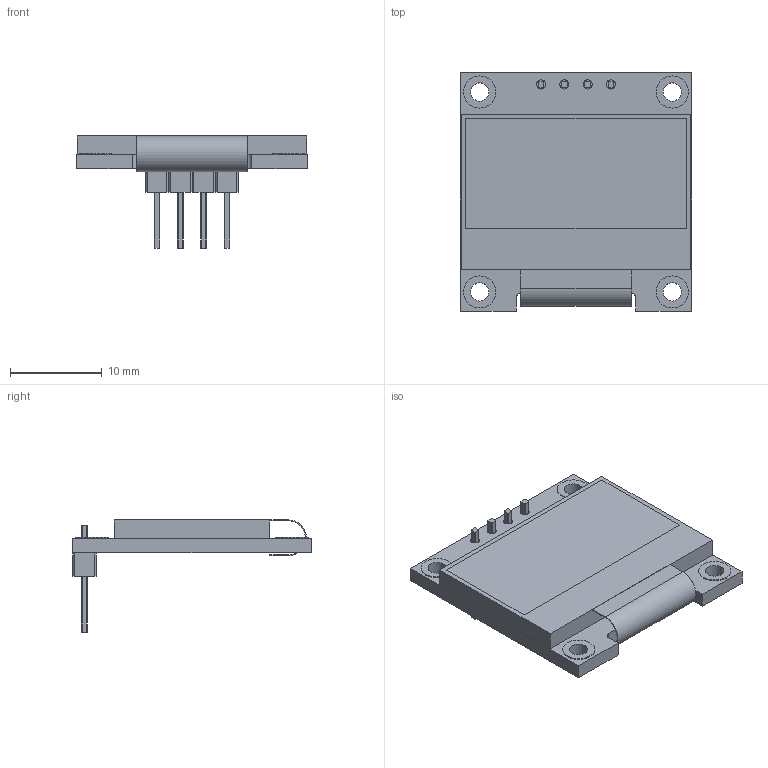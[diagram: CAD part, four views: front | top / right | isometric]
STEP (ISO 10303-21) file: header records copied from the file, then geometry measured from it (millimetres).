
FILE_DESCRIPTION(('Open CASCADE Model'),'2;1');
FILE_NAME('Open CASCADE Shape Model','2024-09-27T15:44:14',('Author'),( 'Open CASCADE'),'Open CASCADE STEP processor 7.7','Open CASCADE 7.7' ,'Unknown');
FILE_SCHEMA(('AUTOMOTIVE_DESIGN { 1 0 10303 214 1 1 1 1 }'));
Length unit declared in the file: millimetre
Products named in the file (26): e8dfcb7b-7c9b-11ef-be70-010101010000; e8d9c5b3-7c9b-11ef-903e-010101010000; e8d9c5b4-7c9b-11ef-9adb-010101010000; e8d9c5b4-7c9b-11ef-9adb-010101010000_part; e8d9c5b5-7c9b-11ef-93bc-010101010000; e8d9c5b5-7c9b-11ef-93bc-010101010000_part; e8d9c5b6-7c9b-11ef-a96c-010101010000; e8d9c5b6-7c9b-11ef-a96c-010101010000_part; e8d9c5b7-7c9b-11ef-8ddb-010101010000; e8d9c5b7-7c9b-11ef-8ddb-010101010000_part; e8d9c5b8-7c9b-11ef-84d2-010101010000; e8d9c5b8-7c9b-11ef-84d2-010101010000_part; pin0; e8dfa473-7c9b-11ef-b0ce-010101010000; e8dfa473-7c9b-11ef-b0ce-010101010000_part; e8dfcb7a-7c9b-11ef-a093-010101010000; e8dfcb7a-7c9b-11ef-a093-010101010000_part; pin1; pin2; pin3
Assembly tree (31 placements, depth 5):
  e8dfcb7b-7c9b-11ef-be70-010101010000
    e8d9c5b3-7c9b-11ef-903e-010101010000
      e8d9c5b4-7c9b-11ef-9adb-010101010000
        e8d9c5b4-7c9b-11ef-9adb-010101010000_part
      e8d9c5b5-7c9b-11ef-93bc-010101010000
        e8d9c5b5-7c9b-11ef-93bc-010101010000_part
      e8d9c5b6-7c9b-11ef-a96c-010101010000
        e8d9c5b6-7c9b-11ef-a96c-010101010000_part
      e8d9c5b7-7c9b-11ef-8ddb-010101010000
        e8d9c5b7-7c9b-11ef-8ddb-010101010000_part
      e8d9c5b8-7c9b-11ef-84d2-010101010000
        e8d9c5b8-7c9b-11ef-84d2-010101010000_part
      pin0
        e8dfa473-7c9b-11ef-b0ce-010101010000
          e8dfa473-7c9b-11ef-b0ce-010101010000_part
        e8dfcb7a-7c9b-11ef-a093-010101010000
          e8dfcb7a-7c9b-11ef-a093-010101010000_part
      pin1
        e8dfa473-7c9b-11ef-b0ce-010101010000
          e8dfa473-7c9b-11ef-b0ce-010101010000_part
        e8dfcb7a-7c9b-11ef-a093-010101010000
          e8dfcb7a-7c9b-11ef-a093-010101010000_part
      pin2
        e8dfa473-7c9b-11ef-b0ce-010101010000
          e8dfa473-7c9b-11ef-b0ce-010101010000_part
        e8dfcb7a-7c9b-11ef-a093-010101010000
          e8dfcb7a-7c9b-11ef-a093-010101010000_part
      pin3
        e8dfa473-7c9b-11ef-b0ce-010101010000
          e8dfa473-7c9b-11ef-b0ce-010101010000_part
        e8dfcb7a-7c9b-11ef-a093-010101010000
          e8dfcb7a-7c9b-11ef-a093-010101010000_part
Bounding box: 25.2 x 26 x 12.22 mm (x, y, z)
Volume: 1929.6 mm3; surface area: 3419.7 mm2
Topology: 16 solids, 16 shells, 142 faces, 330 edges, 220 vertices
Faces by surface type: plane 122, cylinder 20
Full cylindrical faces by diameter (mm): 1 x4, 2 x4, 3.5 x8
Entity records: 5418 total; most frequent: CARTESIAN_POINT 964, DIRECTION 798, LINE 478, VECTOR 478, ORIENTED_EDGE 372, PCURVE 372, DEFINITIONAL_REPRESENTATION 372, EDGE_CURVE 186
